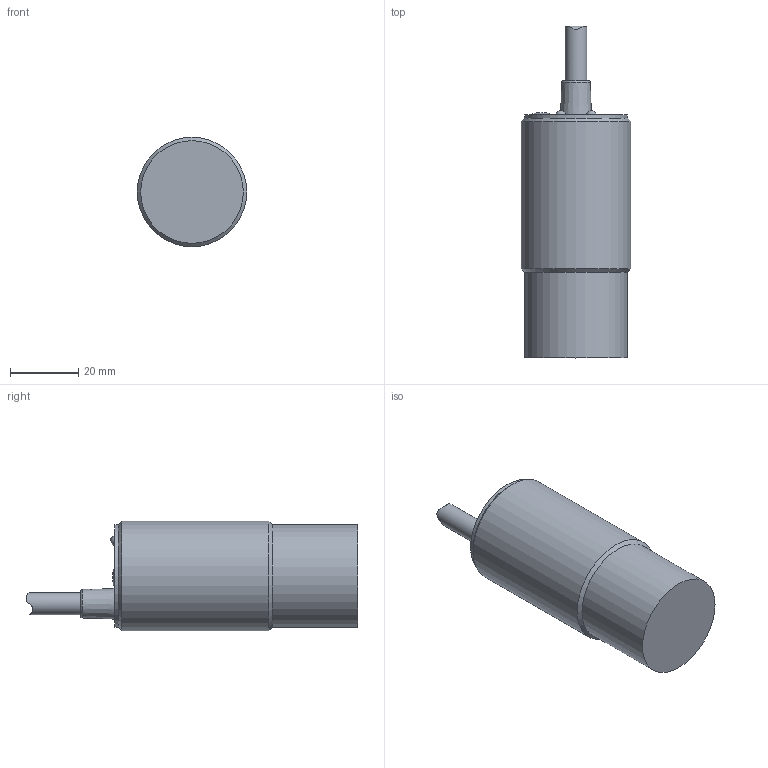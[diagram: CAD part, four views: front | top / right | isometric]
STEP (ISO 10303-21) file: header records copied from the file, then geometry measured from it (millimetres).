
FILE_DESCRIPTION(/* description */ (''),/* implementation_level */ '2;1');
FILE_NAME(/* name */ '771000_Shrinkwrap_1.stp',/* time_stamp */ '2021-12-21T11:16:54+01:00',/* author */ ('Krieger Anja'),/* organization */ (''),/* preprocessor_version */ 'ST-DEVELOPER v18.1',/* originating_system */ 'Autodesk Inventor 2021',/* authorisation */ '');
FILE_SCHEMA (('AUTOMOTIVE_DESIGN { 1 0 10303 214 3 1 1 }'));
Length unit declared in the file: millimetre
Products named in the file (1): 771000_Shrinkwrap_1
Bounding box: 32 x 96.97 x 32 mm (x, y, z)
Volume: 17259.9 mm3; surface area: 19340.7 mm2
Topology: 3 solids, 3 shells, 91 faces, 178 edges, 118 vertices
Faces by surface type: plane 39, cylinder 36, cone 12, sphere 2, bspline 1, torus 1
Full cylindrical faces by diameter (mm): 2.6 x1, 3 x3, 3.2 x2, 3.7 x1, 4 x2, 4.2 x2, 5.5 x1, 5.8 x1, 6 x1, 6.2 x1, 6.4 x1, 6.5 x1, 6.9 x1, 7 x1, 8 x1, 8.3 x1, 10.4 x1, 10.5 x1, 11.5 x1, 26.4 x1, 28.2 x1, 28.8 x1, 29 x1, 30 x2, 32 x1
Entity records: 2644 total; most frequent: CARTESIAN_POINT 471, DIRECTION 460, ORIENTED_EDGE 350, AXIS2_PLACEMENT_3D 198, EDGE_CURVE 175, EDGE_LOOP 119, VERTEX_POINT 118, CIRCLE 107
